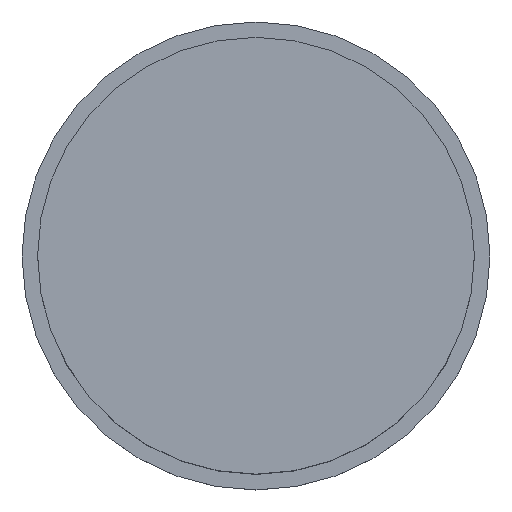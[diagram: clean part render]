
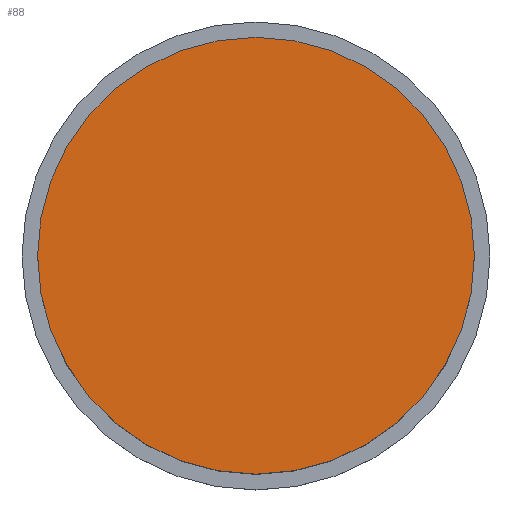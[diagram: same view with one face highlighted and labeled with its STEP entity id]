
A CAD part, top view. The second image highlights one B-rep face of the part: STEP entity #88.
In plain terms, the highlighted planar face has unit normal (0, 0, 1).
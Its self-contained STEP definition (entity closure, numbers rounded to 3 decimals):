
#19=PLANE('',#112);
#24=FACE_OUTER_BOUND('',#31,.T.);
#31=EDGE_LOOP('',(#70));
#45=CIRCLE('',#110,28.);
#51=VERTEX_POINT('',#155);
#57=EDGE_CURVE('',#51,#51,#45,.T.);
#70=ORIENTED_EDGE('',*,*,#57,.T.);
#88=ADVANCED_FACE('',(#24),#19,.T.);
#110=AXIS2_PLACEMENT_3D('',#156,#126,#127);
#112=AXIS2_PLACEMENT_3D('',#160,#131,#132);
#126=DIRECTION('center_axis',(0.,0.,1.));
#127=DIRECTION('ref_axis',(1.,0.,0.));
#131=DIRECTION('center_axis',(0.,0.,1.));
#132=DIRECTION('ref_axis',(1.,0.,0.));
#155=CARTESIAN_POINT('',(-28.,0.,20.));
#156=CARTESIAN_POINT('Origin',(0.,0.,20.));
#160=CARTESIAN_POINT('Origin',(0.,0.,20.));
